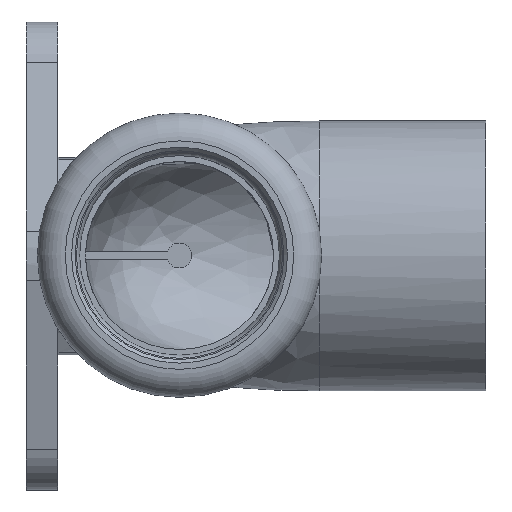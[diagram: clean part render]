
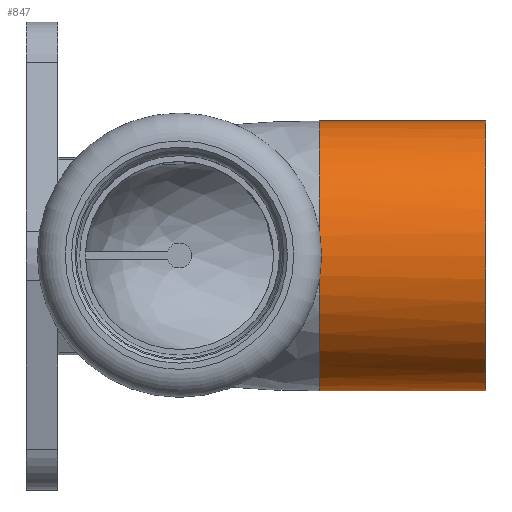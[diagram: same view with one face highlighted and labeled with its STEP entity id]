
A CAD part, top view. The second image highlights one B-rep face of the part: STEP entity #847.
In plain terms, the highlighted cylindrical face has radius 15 mm (diameter 30 mm), a full revolution.
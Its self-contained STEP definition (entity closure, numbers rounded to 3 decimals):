
#134=CYLINDRICAL_SURFACE($,#932,15.);
#156=FACE_BOUND($,#258,.T.);
#200=FACE_OUTER_BOUND($,#257,.T.);
#257=EDGE_LOOP($,(#647,#648,#649,#650));
#258=EDGE_LOOP($,(#651));
#321=CIRCLE($,#893,15.);
#341=CIRCLE($,#925,15.);
#345=CIRCLE($,#929,15.);
#346=CIRCLE($,#930,15.);
#347=CIRCLE($,#931,15.);
#379=VERTEX_POINT($,#1267);
#415=VERTEX_POINT($,#1921);
#416=VERTEX_POINT($,#1922);
#420=VERTEX_POINT($,#1934);
#421=VERTEX_POINT($,#1936);
#461=EDGE_CURVE($,#379,#379,#321,.T.);
#506=EDGE_CURVE($,#415,#416,#341,.T.);
#511=EDGE_CURVE($,#420,#415,#345,.T.);
#512=EDGE_CURVE($,#421,#420,#346,.T.);
#513=EDGE_CURVE($,#416,#421,#347,.T.);
#647=ORIENTED_EDGE($,*,*,#512,.T.);
#648=ORIENTED_EDGE($,*,*,#511,.T.);
#649=ORIENTED_EDGE($,*,*,#506,.T.);
#650=ORIENTED_EDGE($,*,*,#513,.T.);
#651=ORIENTED_EDGE($,*,*,#461,.T.);
#847=ADVANCED_FACE($,(#200,#156),#134,.T.);
#893=AXIS2_PLACEMENT_3D($,#1268,#1013,#1014);
#925=AXIS2_PLACEMENT_3D($,#1923,#1089,#1090);
#929=AXIS2_PLACEMENT_3D($,#1935,#1097,#1098);
#930=AXIS2_PLACEMENT_3D($,#1937,#1099,#1100);
#931=AXIS2_PLACEMENT_3D($,#1938,#1101,#1102);
#932=AXIS2_PLACEMENT_3D($,#1939,#1103,#1104);
#1013=DIRECTION('center_axis',(-1.,0.,0.));
#1014=DIRECTION('ref_axis',(0.,-1.,0.));
#1089=DIRECTION('center_axis',(1.,0.,0.));
#1090=DIRECTION('ref_axis',(0.,-1.,0.));
#1097=DIRECTION('center_axis',(1.,0.,0.));
#1098=DIRECTION('ref_axis',(0.,-1.,0.));
#1099=DIRECTION('center_axis',(1.,0.,0.));
#1100=DIRECTION('ref_axis',(0.,-1.,0.));
#1101=DIRECTION('center_axis',(1.,0.,0.));
#1102=DIRECTION('ref_axis',(0.,-1.,0.));
#1103=DIRECTION('center_axis',(-1.,0.,0.));
#1104=DIRECTION('ref_axis',(0.,-1.,0.));
#1267=CARTESIAN_POINT('',(34.,15.,-24.));
#1268=CARTESIAN_POINT('Origin',(34.,0.,-24.));
#1921=CARTESIAN_POINT('',(15.55,0.,-9.));
#1922=CARTESIAN_POINT('',(15.55,-6.422,-10.444));
#1923=CARTESIAN_POINT('Origin',(15.55,0.,-24.));
#1934=CARTESIAN_POINT('',(15.55,6.422,-10.444));
#1935=CARTESIAN_POINT('Origin',(15.55,0.,-24.));
#1936=CARTESIAN_POINT('',(15.55,15.,-24.));
#1937=CARTESIAN_POINT('Origin',(15.55,0.,-24.));
#1938=CARTESIAN_POINT('Origin',(15.55,0.,-24.));
#1939=CARTESIAN_POINT('Origin',(34.,0.,-24.));
